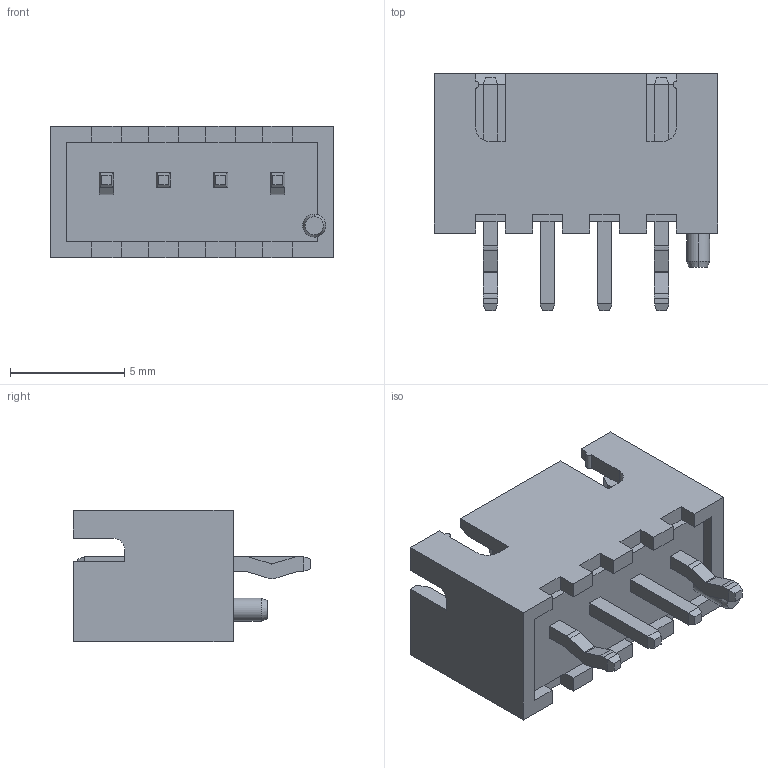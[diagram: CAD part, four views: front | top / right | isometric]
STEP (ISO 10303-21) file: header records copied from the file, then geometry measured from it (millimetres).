
FILE_DESCRIPTION (( 'STEP AP214' ), '1' );
FILE_NAME ('B4B-XH-A-M(LF)(SN).STEP', '2023-11-16T08:56:58', ( '' ), ( '' ), 'SwSTEP 2.0', 'SolidWorks 2021', '' );
FILE_SCHEMA (( 'AUTOMOTIVE_DESIGN' ));
Length unit declared in the file: millimetre
Products named in the file (2): BxB-XH-AM_4; B4B-XH-A-M(LF)(SN)
Assembly tree (1 placements, depth 2):
  B4B-XH-A-M(LF)(SN)
    BxB-XH-AM_4
Bounding box: 12.4 x 10.4 x 5.75 mm (x, y, z)
Volume: 198.3 mm3; surface area: 687.6 mm2
Topology: 5 solids, 5 shells, 197 faces, 507 edges, 320 vertices
Faces by surface type: plane 174, cylinder 21, cone 2
Entity records: 5952 total; most frequent: CARTESIAN_POINT 1037, ORIENTED_EDGE 1014, DIRECTION 951, EDGE_CURVE 507, LINE 459, VECTOR 459, VERTEX_POINT 320, AXIS2_PLACEMENT_3D 246
